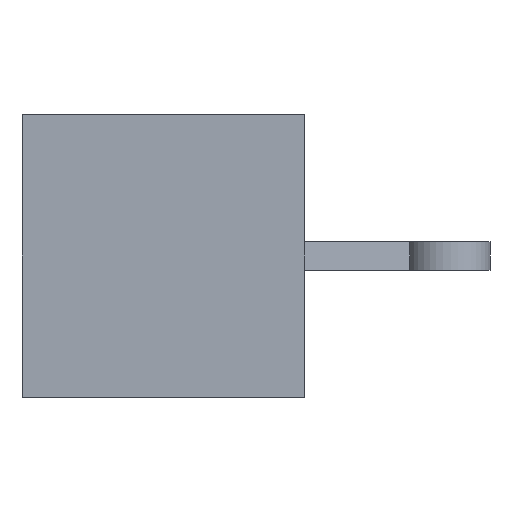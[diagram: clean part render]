
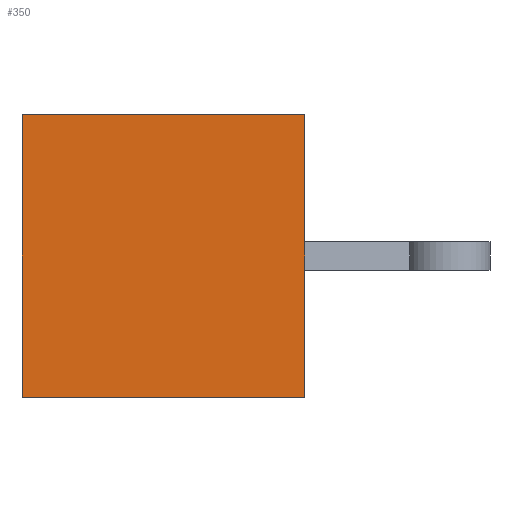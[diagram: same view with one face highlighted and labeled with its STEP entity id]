
A CAD part, front view. The second image highlights one B-rep face of the part: STEP entity #350.
In plain terms, the highlighted planar face has unit normal (0, -1, 0).
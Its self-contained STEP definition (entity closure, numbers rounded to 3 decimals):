
#37=FACE_OUTER_BOUND('',#59,.T.);
#59=EDGE_LOOP('',(#246,#247,#248,#249));
#81=LINE('',#530,#119);
#86=LINE('',#540,#124);
#87=LINE('',#543,#125);
#88=LINE('',#544,#126);
#119=VECTOR('',#424,10.);
#124=VECTOR('',#433,10.);
#125=VECTOR('',#436,10.);
#126=VECTOR('',#437,10.);
#154=VERTEX_POINT('',#523);
#157=VERTEX_POINT('',#528);
#160=VERTEX_POINT('',#538);
#161=VERTEX_POINT('',#542);
#189=EDGE_CURVE('',#157,#154,#81,.T.);
#194=EDGE_CURVE('',#157,#160,#86,.T.);
#195=EDGE_CURVE('',#161,#160,#87,.T.);
#196=EDGE_CURVE('',#154,#161,#88,.T.);
#246=ORIENTED_EDGE('',*,*,#194,.T.);
#247=ORIENTED_EDGE('',*,*,#195,.F.);
#248=ORIENTED_EDGE('',*,*,#196,.F.);
#249=ORIENTED_EDGE('',*,*,#189,.F.);
#333=PLANE('',#388);
#350=ADVANCED_FACE('',(#37),#333,.T.);
#388=AXIS2_PLACEMENT_3D('',#541,#434,#435);
#424=DIRECTION('',(-1.,0.,0.));
#433=DIRECTION('',(0.,0.,1.));
#434=DIRECTION('center_axis',(0.,-1.,0.));
#435=DIRECTION('ref_axis',(1.,0.,0.));
#436=DIRECTION('',(1.,0.,0.));
#437=DIRECTION('',(0.,0.,1.));
#523=CARTESIAN_POINT('',(0.,0.,-100.));
#528=CARTESIAN_POINT('',(200.,0.,-100.));
#530=CARTESIAN_POINT('',(0.,0.,-100.));
#538=CARTESIAN_POINT('',(200.,0.,100.));
#540=CARTESIAN_POINT('',(200.,0.,0.));
#541=CARTESIAN_POINT('Origin',(0.,0.,0.));
#542=CARTESIAN_POINT('',(0.,0.,100.));
#543=CARTESIAN_POINT('',(0.,0.,100.));
#544=CARTESIAN_POINT('',(0.,0.,0.));
